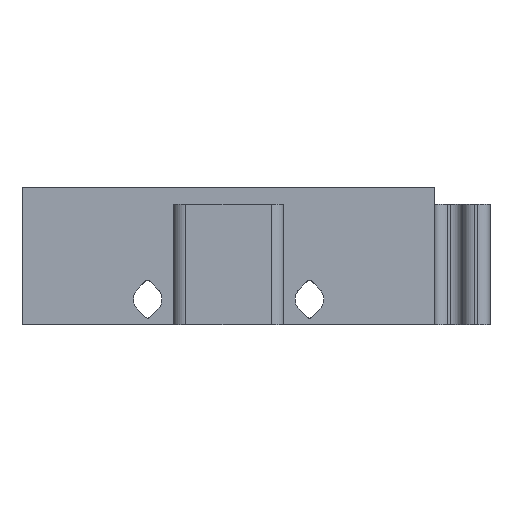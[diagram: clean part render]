
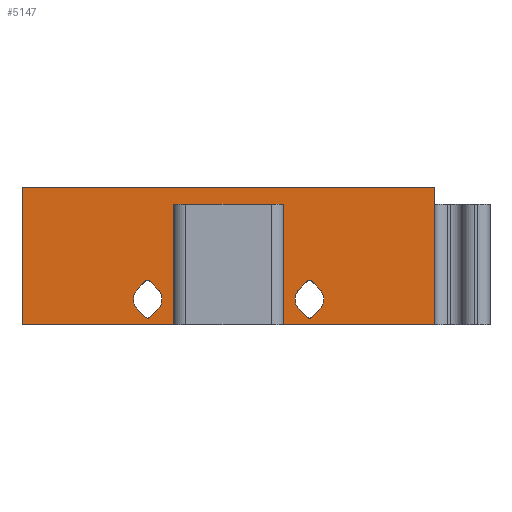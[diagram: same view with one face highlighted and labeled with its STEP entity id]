
A CAD part, front view. The second image highlights one B-rep face of the part: STEP entity #5147.
In plain terms, the highlighted planar face has unit normal (0, -1, 0).
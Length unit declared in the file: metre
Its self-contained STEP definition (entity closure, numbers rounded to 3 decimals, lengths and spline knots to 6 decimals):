
#228=CIRCLE('',#5454,0.002075);
#229=CIRCLE('',#5455,0.0004);
#230=CIRCLE('',#5456,0.002075);
#231=CIRCLE('',#5457,0.0004);
#232=CIRCLE('',#5458,0.002075);
#233=CIRCLE('',#5459,0.0004);
#234=CIRCLE('',#5460,0.002075);
#235=CIRCLE('',#5461,0.0004);
#555=ORIENTED_EDGE('',*,*,#2187,.F.);
#556=ORIENTED_EDGE('',*,*,#2188,.T.);
#557=ORIENTED_EDGE('',*,*,#2189,.F.);
#558=ORIENTED_EDGE('',*,*,#2190,.T.);
#559=ORIENTED_EDGE('',*,*,#2191,.T.);
#560=ORIENTED_EDGE('',*,*,#2192,.T.);
#561=ORIENTED_EDGE('',*,*,#2193,.T.);
#562=ORIENTED_EDGE('',*,*,#2194,.T.);
#563=ORIENTED_EDGE('',*,*,#2155,.F.);
#564=ORIENTED_EDGE('',*,*,#2195,.T.);
#565=ORIENTED_EDGE('',*,*,#2196,.T.);
#566=ORIENTED_EDGE('',*,*,#2197,.F.);
#567=ORIENTED_EDGE('',*,*,#2198,.F.);
#568=ORIENTED_EDGE('',*,*,#2199,.T.);
#569=ORIENTED_EDGE('',*,*,#2200,.T.);
#570=ORIENTED_EDGE('',*,*,#2201,.T.);
#571=ORIENTED_EDGE('',*,*,#2202,.F.);
#572=ORIENTED_EDGE('',*,*,#2203,.T.);
#573=ORIENTED_EDGE('',*,*,#2204,.F.);
#574=ORIENTED_EDGE('',*,*,#2205,.F.);
#575=ORIENTED_EDGE('',*,*,#2206,.F.);
#576=ORIENTED_EDGE('',*,*,#2207,.F.);
#577=ORIENTED_EDGE('',*,*,#2208,.F.);
#578=ORIENTED_EDGE('',*,*,#2209,.T.);
#2155=EDGE_CURVE('',#2970,#2972,#3517,.F.);
#2187=EDGE_CURVE('',#3003,#3004,#3529,.T.);
#2188=EDGE_CURVE('',#3003,#3005,#228,.T.);
#2189=EDGE_CURVE('',#3006,#3005,#3530,.T.);
#2190=EDGE_CURVE('',#3006,#3007,#229,.T.);
#2191=EDGE_CURVE('',#3007,#3008,#3531,.T.);
#2192=EDGE_CURVE('',#3008,#3009,#230,.T.);
#2193=EDGE_CURVE('',#3009,#3010,#3532,.T.);
#2194=EDGE_CURVE('',#3010,#3004,#231,.T.);
#2195=EDGE_CURVE('',#2970,#3011,#3533,.T.);
#2196=EDGE_CURVE('',#3011,#3012,#3534,.F.);
#2197=EDGE_CURVE('',#3013,#3012,#3535,.T.);
#2198=EDGE_CURVE('',#3014,#3013,#3536,.T.);
#2199=EDGE_CURVE('',#3014,#3015,#3537,.F.);
#2200=EDGE_CURVE('',#3015,#3016,#3538,.F.);
#2201=EDGE_CURVE('',#3016,#2972,#3539,.T.);
#2202=EDGE_CURVE('',#3017,#3018,#232,.F.);
#2203=EDGE_CURVE('',#3017,#3019,#3540,.T.);
#2204=EDGE_CURVE('',#3020,#3019,#233,.F.);
#2205=EDGE_CURVE('',#3021,#3020,#3541,.T.);
#2206=EDGE_CURVE('',#3022,#3021,#234,.F.);
#2207=EDGE_CURVE('',#3023,#3022,#3542,.T.);
#2208=EDGE_CURVE('',#3024,#3023,#235,.F.);
#2209=EDGE_CURVE('',#3024,#3018,#3543,.T.);
#2970=VERTEX_POINT('',#7061);
#2972=VERTEX_POINT('',#7064);
#3003=VERTEX_POINT('',#7168);
#3004=VERTEX_POINT('',#7169);
#3005=VERTEX_POINT('',#7171);
#3006=VERTEX_POINT('',#7173);
#3007=VERTEX_POINT('',#7175);
#3008=VERTEX_POINT('',#7177);
#3009=VERTEX_POINT('',#7179);
#3010=VERTEX_POINT('',#7181);
#3011=VERTEX_POINT('',#7184);
#3012=VERTEX_POINT('',#7186);
#3013=VERTEX_POINT('',#7188);
#3014=VERTEX_POINT('',#7190);
#3015=VERTEX_POINT('',#7192);
#3016=VERTEX_POINT('',#7194);
#3017=VERTEX_POINT('',#7197);
#3018=VERTEX_POINT('',#7198);
#3019=VERTEX_POINT('',#7200);
#3020=VERTEX_POINT('',#7202);
#3021=VERTEX_POINT('',#7204);
#3022=VERTEX_POINT('',#7206);
#3023=VERTEX_POINT('',#7208);
#3024=VERTEX_POINT('',#7210);
#3517=LINE('',#7063,#3975);
#3529=LINE('',#7167,#3987);
#3530=LINE('',#7172,#3988);
#3531=LINE('',#7176,#3989);
#3532=LINE('',#7180,#3990);
#3533=LINE('',#7183,#3991);
#3534=LINE('',#7185,#3992);
#3535=LINE('',#7187,#3993);
#3536=LINE('',#7189,#3994);
#3537=LINE('',#7191,#3995);
#3538=LINE('',#7193,#3996);
#3539=LINE('',#7195,#3997);
#3540=LINE('',#7199,#3998);
#3541=LINE('',#7203,#3999);
#3542=LINE('',#7207,#4000);
#3543=LINE('',#7211,#4001);
#3975=VECTOR('',#5839,1.);
#3987=VECTOR('',#5853,1.);
#3988=VECTOR('',#5856,1.);
#3989=VECTOR('',#5859,1.);
#3990=VECTOR('',#5862,1.);
#3991=VECTOR('',#5865,1.);
#3992=VECTOR('',#5866,1.);
#3993=VECTOR('',#5867,1.);
#3994=VECTOR('',#5868,1.);
#3995=VECTOR('',#5869,1.);
#3996=VECTOR('',#5870,1.);
#3997=VECTOR('',#5871,1.);
#3998=VECTOR('',#5874,1.);
#3999=VECTOR('',#5877,1.);
#4000=VECTOR('',#5880,1.);
#4001=VECTOR('',#5883,1.);
#4435=EDGE_LOOP('',(#555,#556,#557,#558,#559,#560,#561,#562));
#4436=EDGE_LOOP('',(#563,#564,#565,#566,#567,#568,#569,#570));
#4437=EDGE_LOOP('',(#571,#572,#573,#574,#575,#576,#577,#578));
#4731=FACE_BOUND('',#4435,.T.);
#4732=FACE_BOUND('',#4436,.T.);
#4733=FACE_BOUND('',#4437,.T.);
#5025=PLANE('',#5453);
#5147=ADVANCED_FACE('',(#4731,#4732,#4733),#5025,.F.);
#5453=AXIS2_PLACEMENT_3D('',#7166,#5851,#5852);
#5454=AXIS2_PLACEMENT_3D('',#7170,#5854,#5855);
#5455=AXIS2_PLACEMENT_3D('',#7174,#5857,#5858);
#5456=AXIS2_PLACEMENT_3D('',#7178,#5860,#5861);
#5457=AXIS2_PLACEMENT_3D('',#7182,#5863,#5864);
#5458=AXIS2_PLACEMENT_3D('',#7196,#5872,#5873);
#5459=AXIS2_PLACEMENT_3D('',#7201,#5875,#5876);
#5460=AXIS2_PLACEMENT_3D('',#7205,#5878,#5879);
#5461=AXIS2_PLACEMENT_3D('',#7209,#5881,#5882);
#5839=DIRECTION('',(-1.,0.,0.));
#5851=DIRECTION('',(0.,1.,0.));
#5852=DIRECTION('',(-1.,0.,0.));
#5853=DIRECTION('',(0.707,0.,-0.707));
#5854=DIRECTION('',(0.,1.,0.));
#5855=DIRECTION('',(-1.,0.,0.));
#5856=DIRECTION('',(-0.707,0.,-0.707));
#5857=DIRECTION('',(0.,1.,0.));
#5858=DIRECTION('',(-1.,0.,0.));
#5859=DIRECTION('',(0.707,0.,-0.707));
#5860=DIRECTION('',(0.,1.,0.));
#5861=DIRECTION('',(-1.,0.,0.));
#5862=DIRECTION('',(-0.707,0.,-0.707));
#5863=DIRECTION('',(0.,1.,0.));
#5864=DIRECTION('',(-1.,0.,0.));
#5865=DIRECTION('',(0.,0.,-1.));
#5866=DIRECTION('',(-1.,0.,0.));
#5867=DIRECTION('',(0.,0.,-1.));
#5868=DIRECTION('',(-1.,0.,0.));
#5869=DIRECTION('',(0.,0.,1.));
#5870=DIRECTION('',(-1.,0.,0.));
#5871=DIRECTION('',(0.,0.,1.));
#5872=DIRECTION('',(0.,1.,0.));
#5873=DIRECTION('',(-1.,0.,0.));
#5874=DIRECTION('',(-0.707,0.,-0.707));
#5875=DIRECTION('',(0.,1.,0.));
#5876=DIRECTION('',(-1.,0.,0.));
#5877=DIRECTION('',(0.707,0.,-0.707));
#5878=DIRECTION('',(0.,1.,0.));
#5879=DIRECTION('',(-1.,0.,0.));
#5880=DIRECTION('',(-0.707,0.,-0.707));
#5881=DIRECTION('',(0.,1.,0.));
#5882=DIRECTION('',(-1.,0.,0.));
#5883=DIRECTION('',(0.707,0.,-0.707));
#7061=CARTESIAN_POINT('',(0.51,1.410025,0.38));
#7063=CARTESIAN_POINT('',(0.617889,1.410025,0.38));
#7064=CARTESIAN_POINT('',(0.569975,1.410025,0.38));
#7166=CARTESIAN_POINT('',(0.617889,1.410025,0.38));
#7167=CARTESIAN_POINT('',(0.563477,1.410025,0.325588));
#7168=CARTESIAN_POINT('',(0.526799,1.410025,0.362266));
#7169=CARTESIAN_POINT('',(0.527984,1.410025,0.361082));
#7170=CARTESIAN_POINT('',(0.528267,1.410025,0.363733));
#7171=CARTESIAN_POINT('',(0.526799,1.410025,0.365201));
#7172=CARTESIAN_POINT('',(0.579744,1.410025,0.418145));
#7173=CARTESIAN_POINT('',(0.527984,1.410025,0.366385));
#7174=CARTESIAN_POINT('',(0.528267,1.410025,0.366102));
#7175=CARTESIAN_POINT('',(0.528549,1.410025,0.366385));
#7176=CARTESIAN_POINT('',(0.566412,1.410025,0.328523));
#7177=CARTESIAN_POINT('',(0.529734,1.410025,0.365201));
#7178=CARTESIAN_POINT('',(0.528267,1.410025,0.363733));
#7179=CARTESIAN_POINT('',(0.529734,1.410025,0.362266));
#7180=CARTESIAN_POINT('',(0.582678,1.410025,0.415211));
#7181=CARTESIAN_POINT('',(0.528549,1.410025,0.361082));
#7182=CARTESIAN_POINT('',(0.528267,1.410025,0.361365));
#7183=CARTESIAN_POINT('',(0.51,1.410025,0.38));
#7184=CARTESIAN_POINT('',(0.51,1.410025,0.36));
#7185=CARTESIAN_POINT('',(0.497889,1.410025,0.36));
#7186=CARTESIAN_POINT('',(0.534222,1.410025,0.36));
#7187=CARTESIAN_POINT('',(0.534222,1.410025,0.38));
#7188=CARTESIAN_POINT('',(0.534222,1.410025,0.3775));
#7189=CARTESIAN_POINT('',(0.497889,1.410025,0.3775));
#7190=CARTESIAN_POINT('',(0.545778,1.410025,0.3775));
#7191=CARTESIAN_POINT('',(0.545778,1.410025,0.38));
#7192=CARTESIAN_POINT('',(0.545778,1.410025,0.36));
#7193=CARTESIAN_POINT('',(0.617889,1.410025,0.36));
#7194=CARTESIAN_POINT('',(0.569975,1.410025,0.36));
#7195=CARTESIAN_POINT('',(0.569975,1.410025,0.38));
#7196=CARTESIAN_POINT('',(0.551733,1.410025,0.363733));
#7197=CARTESIAN_POINT('',(0.553201,1.410025,0.362266));
#7198=CARTESIAN_POINT('',(0.553201,1.410025,0.365201));
#7199=CARTESIAN_POINT('',(0.594412,1.410025,0.403477));
#7200=CARTESIAN_POINT('',(0.552016,1.410025,0.361082));
#7201=CARTESIAN_POINT('',(0.551733,1.410025,0.361365));
#7202=CARTESIAN_POINT('',(0.551451,1.410025,0.361082));
#7203=CARTESIAN_POINT('',(0.575211,1.410025,0.337322));
#7204=CARTESIAN_POINT('',(0.550266,1.410025,0.362266));
#7205=CARTESIAN_POINT('',(0.551733,1.410025,0.363733));
#7206=CARTESIAN_POINT('',(0.550266,1.410025,0.365201));
#7207=CARTESIAN_POINT('',(0.591477,1.410025,0.406412));
#7208=CARTESIAN_POINT('',(0.551451,1.410025,0.366385));
#7209=CARTESIAN_POINT('',(0.551733,1.410025,0.366102));
#7210=CARTESIAN_POINT('',(0.552016,1.410025,0.366385));
#7211=CARTESIAN_POINT('',(0.578145,1.410025,0.340256));
